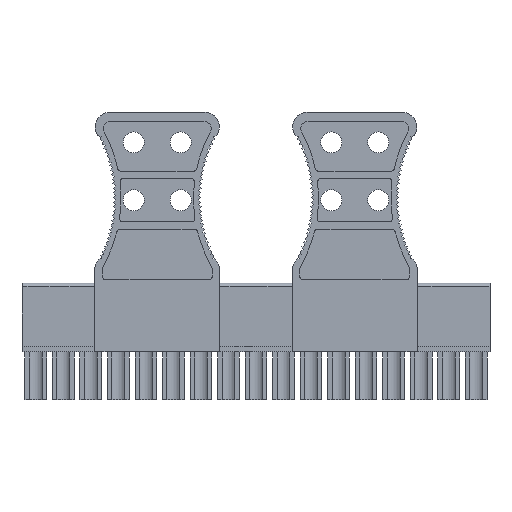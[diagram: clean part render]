
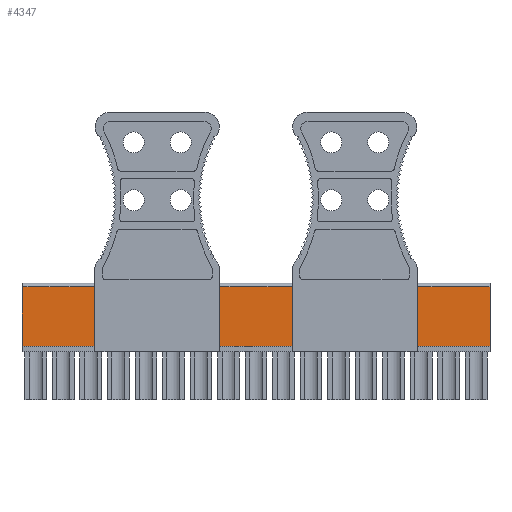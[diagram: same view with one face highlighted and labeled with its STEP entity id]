
A CAD part, front view. The second image highlights one B-rep face of the part: STEP entity #4347.
In plain terms, the highlighted planar face has unit normal (0, -1, 0).
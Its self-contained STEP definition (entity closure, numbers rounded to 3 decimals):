
#4311=AXIS2_PLACEMENT_3D('Plane Axis2P3D',#4308,#4309,#4310) ;
#4308=CARTESIAN_POINT('Axis2P3D Location',(0.,1.1,6.6)) ;
#4313=CARTESIAN_POINT('Line Origine',(64.77,1.1,11.5)) ;
#4317=CARTESIAN_POINT('Vertex',(64.77,1.1,7.4)) ;
#4319=CARTESIAN_POINT('Vertex',(64.77,1.1,15.6)) ;
#4322=CARTESIAN_POINT('Line Origine',(32.385,1.1,15.6)) ;
#4326=CARTESIAN_POINT('Vertex',(0.,1.1,15.6)) ;
#4329=CARTESIAN_POINT('Line Origine',(0.,1.1,11.5)) ;
#4333=CARTESIAN_POINT('Vertex',(0.,1.1,7.4)) ;
#4336=CARTESIAN_POINT('Line Origine',(32.385,1.1,7.4)) ;
#4309=DIRECTION('Axis2P3D Direction',(0.,1.,0.)) ;
#4310=DIRECTION('Axis2P3D XDirection',(0.,0.,1.)) ;
#4314=DIRECTION('Vector Direction',(0.,0.,1.)) ;
#4323=DIRECTION('Vector Direction',(1.,0.,0.)) ;
#4330=DIRECTION('Vector Direction',(0.,0.,1.)) ;
#4337=DIRECTION('Vector Direction',(1.,0.,0.)) ;
#4315=VECTOR('Line Direction',#4314,1.) ;
#4324=VECTOR('Line Direction',#4323,1.) ;
#4331=VECTOR('Line Direction',#4330,1.) ;
#4338=VECTOR('Line Direction',#4337,1.) ;
#4342=ORIENTED_EDGE('',*,*,#4321,.T.) ;
#4343=ORIENTED_EDGE('',*,*,#4328,.F.) ;
#4344=ORIENTED_EDGE('',*,*,#4335,.F.) ;
#4345=ORIENTED_EDGE('',*,*,#4340,.T.) ;
#4347=ADVANCED_FACE('HOUSING',(#4346),#4312,.F.) ;
#4321=EDGE_CURVE('',#4318,#4320,#4316,.T.) ;
#4328=EDGE_CURVE('',#4327,#4320,#4325,.T.) ;
#4335=EDGE_CURVE('',#4334,#4327,#4332,.T.) ;
#4340=EDGE_CURVE('',#4334,#4318,#4339,.T.) ;
#4341=EDGE_LOOP('',(#4342,#4343,#4344,#4345)) ;
#4346=FACE_OUTER_BOUND('',#4341,.T.) ;
#4316=LINE('Line',#4313,#4315) ;
#4325=LINE('Line',#4322,#4324) ;
#4332=LINE('Line',#4329,#4331) ;
#4339=LINE('Line',#4336,#4338) ;
#4312=PLANE('',#4311) ;
#4318=VERTEX_POINT('',#4317) ;
#4320=VERTEX_POINT('',#4319) ;
#4327=VERTEX_POINT('',#4326) ;
#4334=VERTEX_POINT('',#4333) ;
